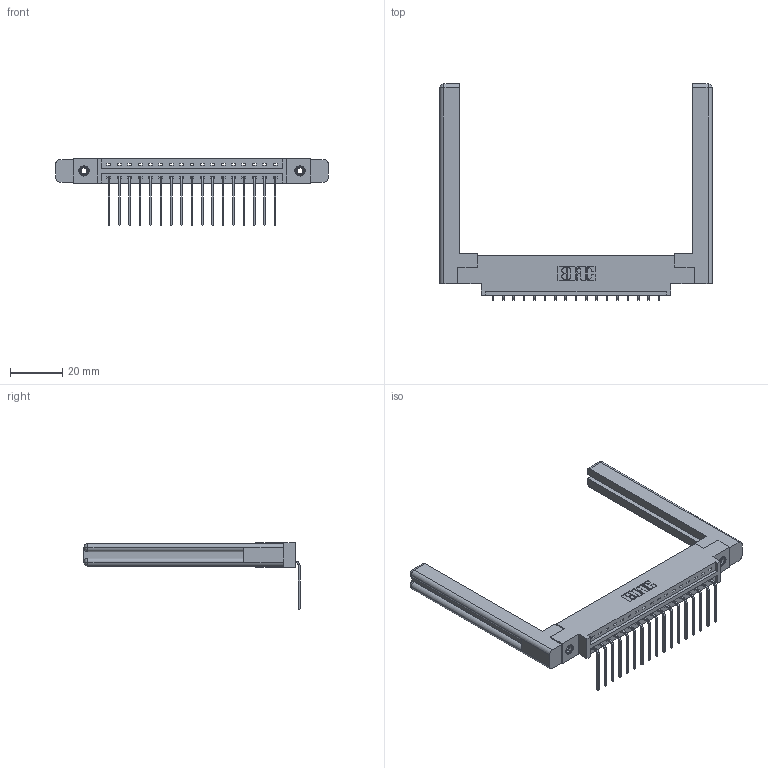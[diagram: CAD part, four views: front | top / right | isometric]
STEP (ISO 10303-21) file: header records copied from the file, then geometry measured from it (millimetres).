
FILE_DESCRIPTION (( 'STEP AP203' ), '1' );
FILE_NAME ('337-017-559-658.STEP', '2019-09-28T19:24:57', ( '' ), ( '' ), 'SwSTEP 2.0', 'SolidWorks 2016', '' );
FILE_SCHEMA (( 'CONFIG_CONTROL_DESIGN' ));
Length unit declared in the file: inch
Products named in the file (5): 345-292-001_558 559 Tail - 1; 345-250-001_345-250-001-102; 337-017-559-658; 307-220-058; 337 Part_0.170 Offset - 0.156 Dia-TI
Assembly tree (22 placements, depth 2):
  337-017-559-658
    337 Part_0.170 Offset - 0.156 Dia-TI
    345-292-001_558 559 Tail - 1  x17
    345-250-001_345-250-001-102  x2
    307-220-058  x2
Bounding box: 103.99 x 82.49 x 25.53 mm (x, y, z)
Volume: 17596.2 mm3; surface area: 16300.7 mm2
Topology: 22 solids, 22 shells, 1348 faces, 3975 edges, 2614 vertices
Faces by surface type: plane 974, cylinder 350, cone 12, torus 12
Entity records: 18720 total; most frequent: CARTESIAN_POINT 3260, ORIENTED_EDGE 3152, DIRECTION 2814, EDGE_CURVE 1576, VECTOR 1400, LINE 1400, VERTEX_POINT 1042, AXIS2_PLACEMENT_3D 707
